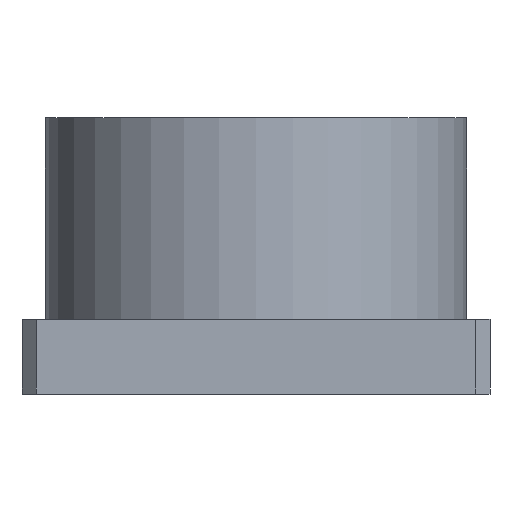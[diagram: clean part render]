
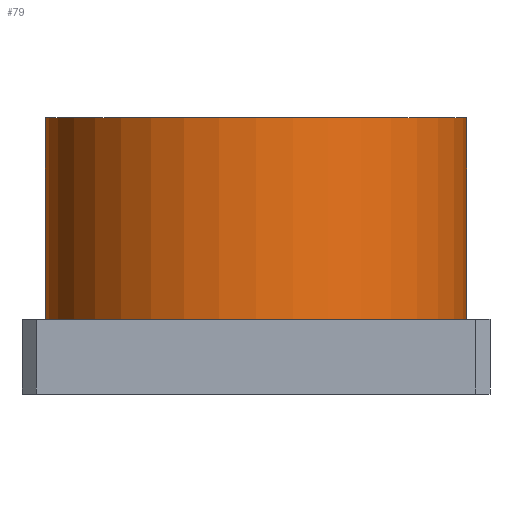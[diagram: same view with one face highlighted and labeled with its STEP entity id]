
A CAD part, left-side view. The second image highlights one B-rep face of the part: STEP entity #79.
In plain terms, the highlighted cylindrical face has radius 45 mm (diameter 90 mm), a partial arc.
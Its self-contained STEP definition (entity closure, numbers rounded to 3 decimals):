
#79 = ADVANCED_FACE( '', ( #110 ), #111, .T. );
#110 = FACE_OUTER_BOUND( '', #174, .T. );
#111 = CYLINDRICAL_SURFACE( '', #175, 45. );
#174 = EDGE_LOOP( '', ( #258, #259, #260, #261 ) );
#175 = AXIS2_PLACEMENT_3D( '', #262, #263, #264 );
#258 = ORIENTED_EDGE( '', *, *, #456, .F. );
#259 = ORIENTED_EDGE( '', *, *, #457, .F. );
#260 = ORIENTED_EDGE( '', *, *, #458, .F. );
#261 = ORIENTED_EDGE( '', *, *, #459, .F. );
#262 = CARTESIAN_POINT( '', ( 0., 50., 33.5 ) );
#263 = DIRECTION( '', ( 0., 0., -1. ) );
#264 = DIRECTION( '', ( 0., 1., 0. ) );
#456 = EDGE_CURVE( '', #538, #539, #540, .T. );
#457 = EDGE_CURVE( '', #541, #538, #542, .T. );
#458 = EDGE_CURVE( '', #543, #541, #544, .T. );
#459 = EDGE_CURVE( '', #539, #543, #545, .T. );
#538 = VERTEX_POINT( '', #656 );
#539 = VERTEX_POINT( '', #657 );
#540 = LINE( '', #658, #659 );
#541 = VERTEX_POINT( '', #660 );
#542 = CIRCLE( '', #661, 45. );
#543 = VERTEX_POINT( '', #662 );
#544 = LINE( '', #663, #664 );
#545 = CIRCLE( '', #665, 45. );
#656 = CARTESIAN_POINT( '', ( 0., 95., 16. ) );
#657 = CARTESIAN_POINT( '', ( 0., 95., 59. ) );
#658 = CARTESIAN_POINT( '', ( 0., 95., 33.5 ) );
#659 = VECTOR( '', #796, 1. );
#660 = CARTESIAN_POINT( '', ( 0., 5., 16. ) );
#661 = AXIS2_PLACEMENT_3D( '', #797, #798, #799 );
#662 = CARTESIAN_POINT( '', ( 0., 5., 59. ) );
#663 = CARTESIAN_POINT( '', ( 0., 5., 33.5 ) );
#664 = VECTOR( '', #800, 1. );
#665 = AXIS2_PLACEMENT_3D( '', #801, #802, #803 );
#796 = DIRECTION( '', ( 0., 0., 1. ) );
#797 = CARTESIAN_POINT( '', ( 0., 50., 16. ) );
#798 = DIRECTION( '', ( 0., 0., -1. ) );
#799 = DIRECTION( '', ( 0., 1., 0. ) );
#800 = DIRECTION( '', ( 0., 0., -1. ) );
#801 = CARTESIAN_POINT( '', ( 0., 50., 59. ) );
#802 = DIRECTION( '', ( 0., 0., 1. ) );
#803 = DIRECTION( '', ( 0., 1., 0. ) );
